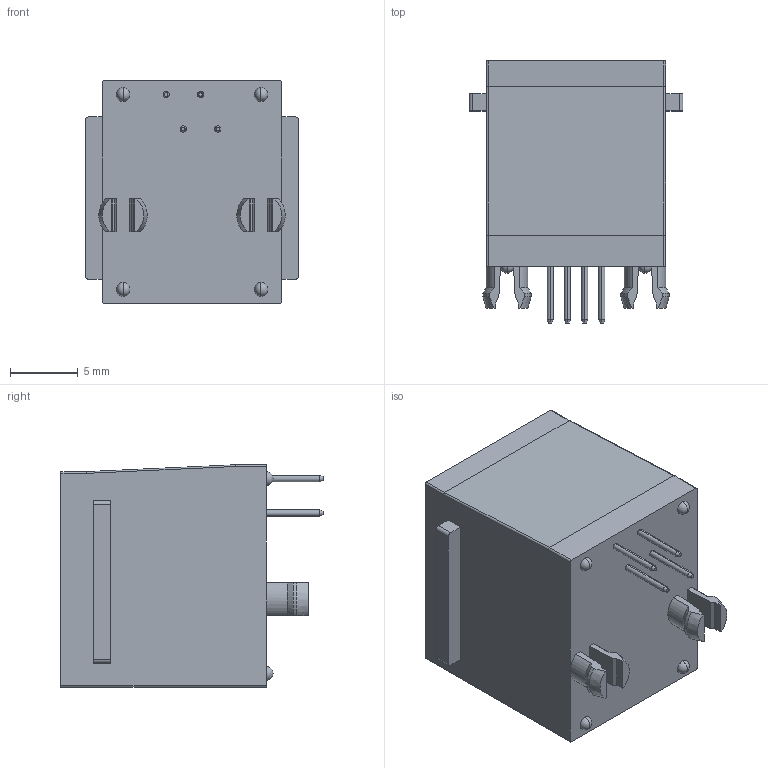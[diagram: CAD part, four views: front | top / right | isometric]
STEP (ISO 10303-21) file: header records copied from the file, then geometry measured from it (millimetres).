
FILE_DESCRIPTION (( 'STEP AP214' ), '1' );
FILE_NAME ('90512-003LF.STEP', '2022-05-12T03:02:29', ( '' ), ( '' ), 'SwSTEP 2.0', 'SolidWorks 2017', '' );
FILE_SCHEMA (( 'AUTOMOTIVE_DESIGN' ));
Length unit declared in the file: inch
Products named in the file (1): 90512-003LF
Bounding box: 15.75 x 19.3 x 16.38 mm (x, y, z)
Volume: 2252.4 mm3; surface area: 1963.6 mm2
Topology: 5 solids, 5 shells, 155 faces, 398 edges, 252 vertices
Faces by surface type: plane 79, cylinder 46, cone 16, sphere 8, torus 4, bspline 2
Entity records: 4992 total; most frequent: CARTESIAN_POINT 904, DIRECTION 774, ORIENTED_EDGE 760, EDGE_CURVE 380, AXIS2_PLACEMENT_3D 266, VERTEX_POINT 244, VECTOR 242, LINE 242
